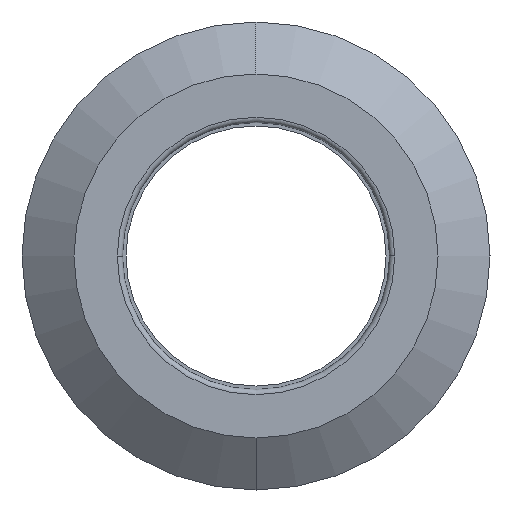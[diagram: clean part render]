
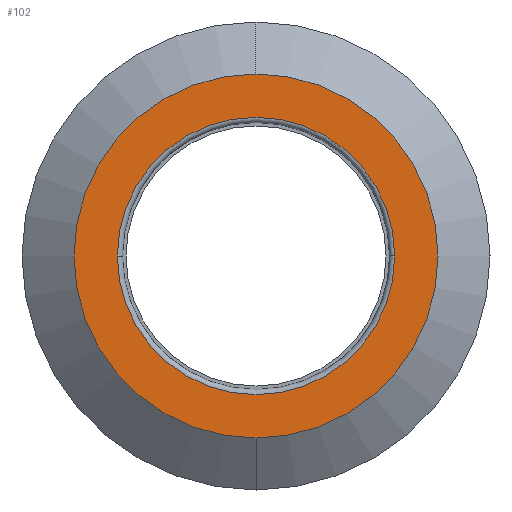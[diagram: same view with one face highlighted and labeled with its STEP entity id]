
A CAD part, left-side view. The second image highlights one B-rep face of the part: STEP entity #102.
In plain terms, the highlighted planar face has unit normal (-1, 0, 0).
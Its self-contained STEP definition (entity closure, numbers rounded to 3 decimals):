
#102=ADVANCED_FACE('',(#237,#238),#239,.T.);
#237=FACE_OUTER_BOUND('',#428,.T.);
#238=FACE_BOUND('',#429,.T.);
#239=PLANE('',#430);
#428=EDGE_LOOP('',(#638,#639));
#429=EDGE_LOOP('',(#640,#641));
#430=AXIS2_PLACEMENT_3D('',#642,#643,#644);
#638=ORIENTED_EDGE('',*,*,#986,.T.);
#639=ORIENTED_EDGE('',*,*,#999,.T.);
#640=ORIENTED_EDGE('',*,*,#1001,.T.);
#641=ORIENTED_EDGE('',*,*,#981,.T.);
#642=CARTESIAN_POINT('',(0.,0.,53.0));
#643=DIRECTION('',(-1.0,0.,0.));
#644=DIRECTION('',(0.,0.0,1.0));
#981=EDGE_CURVE('',#1142,#1146,#1148,.T.);
#986=EDGE_CURVE('',#1150,#1153,#1155,.T.);
#999=EDGE_CURVE('',#1153,#1150,#1173,.T.);
#1001=EDGE_CURVE('',#1146,#1142,#1175,.T.);
#1142=VERTEX_POINT('',#1376);
#1146=VERTEX_POINT('',#1380);
#1148=CIRCLE('',#1382,40.0);
#1150=VERTEX_POINT('',#1384);
#1153=VERTEX_POINT('',#1388);
#1155=CIRCLE('',#1391,52.5);
#1173=CIRCLE('',#1409,52.5);
#1175=CIRCLE('',#1411,40.0);
#1376=CARTESIAN_POINT('',(0.,40.0,0.));
#1380=CARTESIAN_POINT('',(0.,-40.0,0.));
#1382=AXIS2_PLACEMENT_3D('',#1623,#1624,#1625);
#1384=CARTESIAN_POINT('',(0.0,0.,52.5));
#1388=CARTESIAN_POINT('',(0.,0.,-52.5));
#1391=AXIS2_PLACEMENT_3D('',#1631,#1632,#1633);
#1409=AXIS2_PLACEMENT_3D('',#1658,#1659,#1660);
#1411=AXIS2_PLACEMENT_3D('',#1661,#1662,#1663);
#1623=CARTESIAN_POINT('',(0.,0.0,0.0));
#1624=DIRECTION('',(1.0,0.0,-0.0));
#1625=DIRECTION('',(0.0,0.,1.0));
#1631=CARTESIAN_POINT('',(0.,0.0,0.0));
#1632=DIRECTION('',(-1.0,0.,0.));
#1633=DIRECTION('',(0.,0.,1.0));
#1658=CARTESIAN_POINT('',(0.,0.0,0.0));
#1659=DIRECTION('',(-1.0,0.,0.));
#1660=DIRECTION('',(0.,0.,1.0));
#1661=CARTESIAN_POINT('',(0.,0.0,0.0));
#1662=DIRECTION('',(1.0,0.0,-0.0));
#1663=DIRECTION('',(0.0,0.,1.0));
